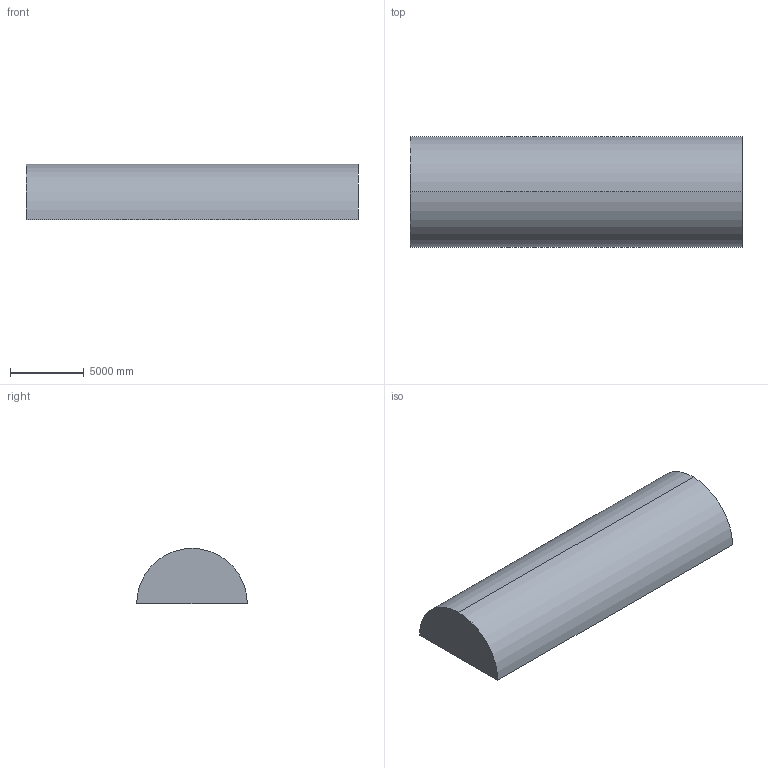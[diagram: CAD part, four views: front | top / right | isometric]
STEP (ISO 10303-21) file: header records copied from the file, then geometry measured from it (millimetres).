
FILE_DESCRIPTION (( 'STEP AP214' ), '1' );
FILE_NAME ('bigEnclosedRocket.STEP', '2024-10-02T15:26:18', ( '' ), ( '' ), 'SwSTEP 2.0', 'SolidWorks 2023', '' );
FILE_SCHEMA (( 'AUTOMOTIVE_DESIGN' ));
Length unit declared in the file: inch
Products named in the file (1): bigEnclosedRocket
Bounding box: 22555.2 x 7518.4 x 3759.2 mm (x, y, z)
Volume: 500642996202 mm3; surface area: 480733580.5 mm2
Topology: 1 solids, 1 shells, 56 faces, 150 edges, 99 vertices
Faces by surface type: plane 37, cylinder 9, bspline 8, sphere 1, torus 1
Entity records: 2132 total; most frequent: CARTESIAN_POINT 830, ORIENTED_EDGE 300, DIRECTION 223, EDGE_CURVE 150, VERTEX_POINT 99, VECTOR 79, LINE 79, AXIS2_PLACEMENT_3D 72
